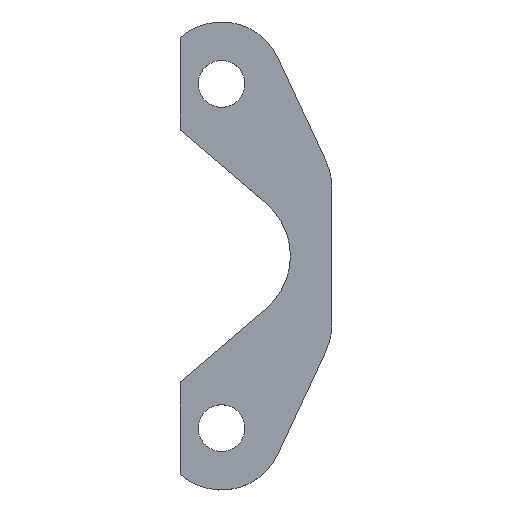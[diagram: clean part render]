
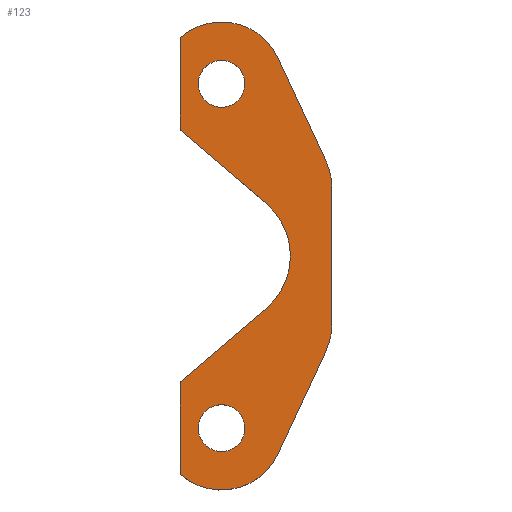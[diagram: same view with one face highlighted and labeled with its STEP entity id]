
A CAD part, top view. The second image highlights one B-rep face of the part: STEP entity #123.
In plain terms, the highlighted planar face has unit normal (0, 0, 1).
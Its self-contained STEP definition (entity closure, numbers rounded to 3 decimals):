
#22 = VERTEX_POINT('',#23);
#23 = CARTESIAN_POINT('',(-35.925,27.58,-29.));
#40 = VERTEX_POINT('',#41);
#41 = CARTESIAN_POINT('',(-29.75,22.3,-29.));
#47 = EDGE_CURVE('',#22,#40,#48,.T.);
#48 = LINE('',#49,#50);
#49 = CARTESIAN_POINT('',(-35.925,27.58,-29.));
#50 = VECTOR('',#51,1.);
#51 = DIRECTION('',(0.76,-0.65,-0.));
#61 = EDGE_CURVE('',#22,#62,#64,.T.);
#62 = VERTEX_POINT('',#63);
#63 = CARTESIAN_POINT('',(-36.,27.646,-29.));
#64 = CIRCLE('',#65,4.5);
#65 = AXIS2_PLACEMENT_3D('',#66,#67,#68);
#66 = CARTESIAN_POINT('',(-33.,31.,-29.));
#67 = DIRECTION('',(0.,0.,-1.));
#68 = DIRECTION('',(-1.,0.,0.));
#105 = VERTEX_POINT('',#106);
#106 = CARTESIAN_POINT('',(-29.75,14.7,-29.));
#112 = EDGE_CURVE('',#40,#105,#113,.T.);
#113 = CIRCLE('',#114,5.);
#114 = AXIS2_PLACEMENT_3D('',#115,#116,#117);
#115 = CARTESIAN_POINT('',(-33.,18.5,-29.));
#116 = DIRECTION('',(0.,0.,-1.));
#117 = DIRECTION('',(-1.,0.,0.));
#123 = ADVANCED_FACE('',(#124,#220,#231),#242,.F.);
#124 = FACE_BOUND('',#125,.F.);
#125 = EDGE_LOOP('',(#126,#127,#128,#136,#145,#153,#162,#170,#179,#187,
    #196,#204,#213,#219));
#126 = ORIENTED_EDGE('',*,*,#47,.F.);
#127 = ORIENTED_EDGE('',*,*,#61,.T.);
#128 = ORIENTED_EDGE('',*,*,#129,.F.);
#129 = EDGE_CURVE('',#130,#62,#132,.T.);
#130 = VERTEX_POINT('',#131);
#131 = CARTESIAN_POINT('',(-36.,34.354,-29.));
#132 = LINE('',#133,#134);
#133 = CARTESIAN_POINT('',(-36.,29.25,-29.));
#134 = VECTOR('',#135,1.);
#135 = DIRECTION('',(0.,-1.,0.));
#136 = ORIENTED_EDGE('',*,*,#137,.T.);
#137 = EDGE_CURVE('',#130,#138,#140,.T.);
#138 = VERTEX_POINT('',#139);
#139 = CARTESIAN_POINT('',(-28.922,32.903,-29.));
#140 = CIRCLE('',#141,4.5);
#141 = AXIS2_PLACEMENT_3D('',#142,#143,#144);
#142 = CARTESIAN_POINT('',(-33.,31.,-29.));
#143 = DIRECTION('',(0.,0.,-1.));
#144 = DIRECTION('',(-1.,0.,0.));
#145 = ORIENTED_EDGE('',*,*,#146,.T.);
#146 = EDGE_CURVE('',#138,#147,#149,.T.);
#147 = VERTEX_POINT('',#148);
#148 = CARTESIAN_POINT('',(-25.422,25.403,-29.));
#149 = LINE('',#150,#151);
#150 = CARTESIAN_POINT('',(-28.922,32.903,-29.));
#151 = VECTOR('',#152,1.);
#152 = DIRECTION('',(0.423,-0.906,-0.));
#153 = ORIENTED_EDGE('',*,*,#154,.T.);
#154 = EDGE_CURVE('',#147,#155,#157,.T.);
#155 = VERTEX_POINT('',#156);
#156 = CARTESIAN_POINT('',(-25.,23.5,-29.));
#157 = CIRCLE('',#158,4.5);
#158 = AXIS2_PLACEMENT_3D('',#159,#160,#161);
#159 = CARTESIAN_POINT('',(-29.5,23.5,-29.));
#160 = DIRECTION('',(0.,0.,-1.));
#161 = DIRECTION('',(-1.,0.,0.));
#162 = ORIENTED_EDGE('',*,*,#163,.T.);
#163 = EDGE_CURVE('',#155,#164,#166,.T.);
#164 = VERTEX_POINT('',#165);
#165 = CARTESIAN_POINT('',(-25.,13.5,-29.));
#166 = LINE('',#167,#168);
#167 = CARTESIAN_POINT('',(-25.,23.5,-29.));
#168 = VECTOR('',#169,1.);
#169 = DIRECTION('',(0.,-1.,0.));
#170 = ORIENTED_EDGE('',*,*,#171,.T.);
#171 = EDGE_CURVE('',#164,#172,#174,.T.);
#172 = VERTEX_POINT('',#173);
#173 = CARTESIAN_POINT('',(-25.422,11.597,-29.));
#174 = CIRCLE('',#175,4.5);
#175 = AXIS2_PLACEMENT_3D('',#176,#177,#178);
#176 = CARTESIAN_POINT('',(-29.5,13.5,-29.));
#177 = DIRECTION('',(0.,0.,-1.));
#178 = DIRECTION('',(-1.,0.,0.));
#179 = ORIENTED_EDGE('',*,*,#180,.T.);
#180 = EDGE_CURVE('',#172,#181,#183,.T.);
#181 = VERTEX_POINT('',#182);
#182 = CARTESIAN_POINT('',(-28.922,4.097,-29.));
#183 = LINE('',#184,#185);
#184 = CARTESIAN_POINT('',(-25.422,11.597,-29.));
#185 = VECTOR('',#186,1.);
#186 = DIRECTION('',(-0.423,-0.906,0.));
#187 = ORIENTED_EDGE('',*,*,#188,.T.);
#188 = EDGE_CURVE('',#181,#189,#191,.T.);
#189 = VERTEX_POINT('',#190);
#190 = CARTESIAN_POINT('',(-36.,2.646,-29.));
#191 = CIRCLE('',#192,4.5);
#192 = AXIS2_PLACEMENT_3D('',#193,#194,#195);
#193 = CARTESIAN_POINT('',(-33.,6.,-29.));
#194 = DIRECTION('',(0.,0.,-1.));
#195 = DIRECTION('',(-1.,0.,0.));
#196 = ORIENTED_EDGE('',*,*,#197,.F.);
#197 = EDGE_CURVE('',#198,#189,#200,.T.);
#198 = VERTEX_POINT('',#199);
#199 = CARTESIAN_POINT('',(-36.,9.354,-29.));
#200 = LINE('',#201,#202);
#201 = CARTESIAN_POINT('',(-36.,29.25,-29.));
#202 = VECTOR('',#203,1.);
#203 = DIRECTION('',(0.,-1.,0.));
#204 = ORIENTED_EDGE('',*,*,#205,.T.);
#205 = EDGE_CURVE('',#198,#206,#208,.T.);
#206 = VERTEX_POINT('',#207);
#207 = CARTESIAN_POINT('',(-35.925,9.42,-29.));
#208 = CIRCLE('',#209,4.5);
#209 = AXIS2_PLACEMENT_3D('',#210,#211,#212);
#210 = CARTESIAN_POINT('',(-33.,6.,-29.));
#211 = DIRECTION('',(0.,0.,-1.));
#212 = DIRECTION('',(-1.,0.,0.));
#213 = ORIENTED_EDGE('',*,*,#214,.T.);
#214 = EDGE_CURVE('',#206,#105,#215,.T.);
#215 = LINE('',#216,#217);
#216 = CARTESIAN_POINT('',(-35.925,9.42,-29.));
#217 = VECTOR('',#218,1.);
#218 = DIRECTION('',(0.76,0.65,0.));
#219 = ORIENTED_EDGE('',*,*,#112,.F.);
#220 = FACE_BOUND('',#221,.F.);
#221 = EDGE_LOOP('',(#222));
#222 = ORIENTED_EDGE('',*,*,#223,.F.);
#223 = EDGE_CURVE('',#224,#224,#226,.T.);
#224 = VERTEX_POINT('',#225);
#225 = CARTESIAN_POINT('',(-34.7,6.,-29.));
#226 = CIRCLE('',#227,1.7);
#227 = AXIS2_PLACEMENT_3D('',#228,#229,#230);
#228 = CARTESIAN_POINT('',(-33.,6.,-29.));
#229 = DIRECTION('',(0.,0.,-1.));
#230 = DIRECTION('',(-1.,0.,0.));
#231 = FACE_BOUND('',#232,.F.);
#232 = EDGE_LOOP('',(#233));
#233 = ORIENTED_EDGE('',*,*,#234,.F.);
#234 = EDGE_CURVE('',#235,#235,#237,.T.);
#235 = VERTEX_POINT('',#236);
#236 = CARTESIAN_POINT('',(-34.7,31.,-29.));
#237 = CIRCLE('',#238,1.7);
#238 = AXIS2_PLACEMENT_3D('',#239,#240,#241);
#239 = CARTESIAN_POINT('',(-33.,31.,-29.));
#240 = DIRECTION('',(0.,0.,-1.));
#241 = DIRECTION('',(-1.,0.,0.));
#242 = PLANE('',#243);
#243 = AXIS2_PLACEMENT_3D('',#244,#245,#246);
#244 = CARTESIAN_POINT('',(-30.583,18.5,-29.));
#245 = DIRECTION('',(0.,0.,-1.));
#246 = DIRECTION('',(-1.,0.,0.));
